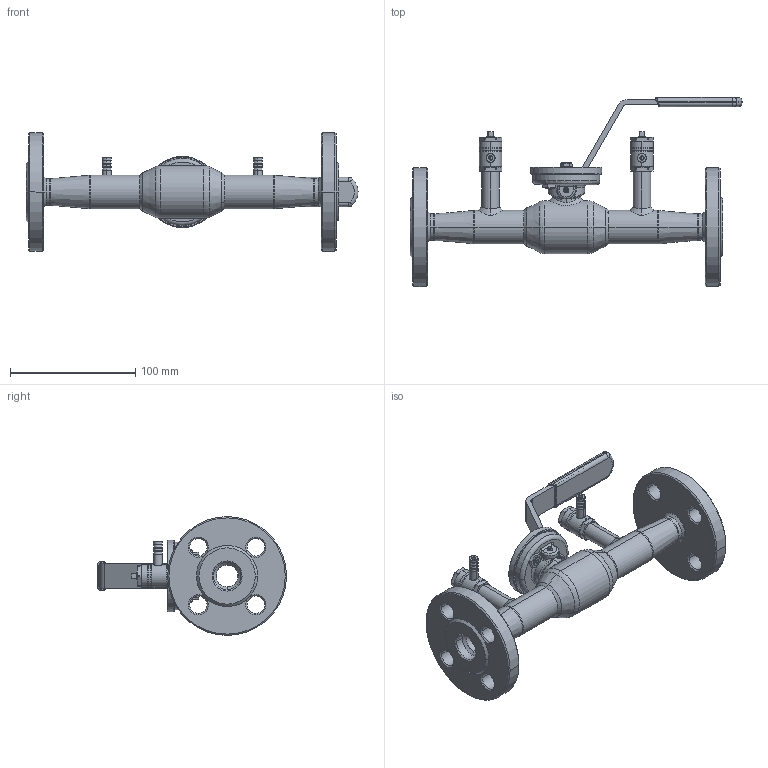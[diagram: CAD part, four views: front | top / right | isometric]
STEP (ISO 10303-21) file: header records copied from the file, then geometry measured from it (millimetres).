
FILE_DESCRIPTION (( 'STEP AP203' ), '1' );
FILE_NAME ('243015.STEP', '2013-04-08T12:13:43', ( 'CAD' ), ( 'Hewlett-Packard Company' ), 'SwSTEP 2.0', 'SolidWorks 2012', '' );
FILE_SCHEMA (( 'CONFIG_CONTROL_DESIGN' ));
Length unit declared in the file: millimetre
Products named in the file (1): 243015
Bounding box: 265.5 x 151.15 x 95 mm (x, y, z)
Surface area: 97139.4 mm2 (no closed solid volume)
Topology: 0 solids, 61 shells, 682 faces, 2072 edges, 1428 vertices
Faces by surface type: cone 215, cylinder 194, plane 187, bspline 45, torus 41
Entity records: 32387 total; most frequent: CARTESIAN_POINT 14536, DIRECTION 3640, ORIENTED_EDGE 3405, EDGE_CURVE 2072, VERTEX_POINT 1428, AXIS2_PLACEMENT_3D 1398, LINE 844, VECTOR 844
